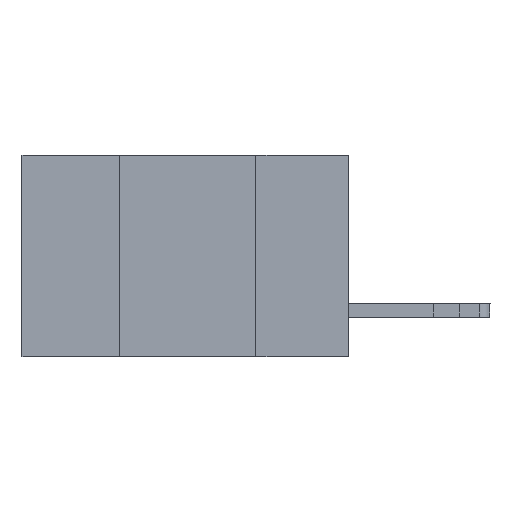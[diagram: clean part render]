
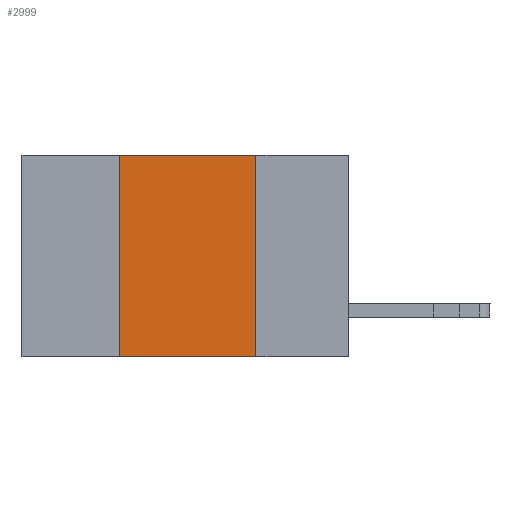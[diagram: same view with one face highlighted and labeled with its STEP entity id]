
A CAD part, left-side view. The second image highlights one B-rep face of the part: STEP entity #2999.
In plain terms, the highlighted planar face has unit normal (-1, 0, 0).
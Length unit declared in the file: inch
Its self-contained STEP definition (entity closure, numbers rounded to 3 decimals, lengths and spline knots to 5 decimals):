
#603 = EDGE_CURVE ( 'NONE', #11974, #7031, #12826, .T. ) ;
#626 = PLANE ( 'NONE',  #5216 ) ;
#885 = VERTEX_POINT ( 'NONE', #4661 ) ;
#1491 = CARTESIAN_POINT ( 'NONE',  ( 0., 0.17, 0. ) ) ;
#1919 = DIRECTION ( 'NONE',  ( 0., -1., 0. ) ) ;
#2696 = VECTOR ( 'NONE', #4691, 39.37008 ) ;
#2999 = ADVANCED_FACE ( 'NONE', ( #12973 ), #626, .F. ) ;
#4092 = LINE ( 'NONE', #6961, #13879 ) ;
#4228 = ORIENTED_EDGE ( 'NONE', *, *, #13608, .F. ) ;
#4419 = ORIENTED_EDGE ( 'NONE', *, *, #603, .F. ) ;
#4661 = CARTESIAN_POINT ( 'NONE',  ( 0., 0.42, -0.37 ) ) ;
#4691 = DIRECTION ( 'NONE',  ( 0., 0., -1. ) ) ;
#5216 = AXIS2_PLACEMENT_3D ( 'NONE', #9841, #6068, #14972 ) ;
#5777 = CARTESIAN_POINT ( 'NONE',  ( 0., 0.6, -0.37 ) ) ;
#6002 = CARTESIAN_POINT ( 'NONE',  ( 0., 0.17, -0.37 ) ) ;
#6020 = CARTESIAN_POINT ( 'NONE',  ( 0., 0.17, -0.37 ) ) ;
#6068 = DIRECTION ( 'NONE',  ( 1., 0., 0. ) ) ;
#6961 = CARTESIAN_POINT ( 'NONE',  ( 0., 0.42, -0.37 ) ) ;
#7031 = VERTEX_POINT ( 'NONE', #1491 ) ;
#7880 = VERTEX_POINT ( 'NONE', #6002 ) ;
#9128 = ORIENTED_EDGE ( 'NONE', *, *, #11248, .T. ) ;
#9466 = VECTOR ( 'NONE', #1919, 39.37008 ) ;
#9559 = DIRECTION ( 'NONE',  ( 0., 0., 1. ) ) ;
#9841 = CARTESIAN_POINT ( 'NONE',  ( 0., 0.6, 0. ) ) ;
#9853 = VECTOR ( 'NONE', #12068, 39.37008 ) ;
#10608 = EDGE_CURVE ( 'NONE', #885, #11974, #4092, .T. ) ;
#11248 = EDGE_CURVE ( 'NONE', #885, #7880, #13242, .T. ) ;
#11974 = VERTEX_POINT ( 'NONE', #13707 ) ;
#12068 = DIRECTION ( 'NONE',  ( 0., -1., 0. ) ) ;
#12826 = LINE ( 'NONE', #13643, #9466 ) ;
#12973 = FACE_OUTER_BOUND ( 'NONE', #15323, .T. ) ;
#13242 = LINE ( 'NONE', #5777, #9853 ) ;
#13365 = LINE ( 'NONE', #6020, #2696 ) ;
#13608 = EDGE_CURVE ( 'NONE', #7031, #7880, #13365, .T. ) ;
#13643 = CARTESIAN_POINT ( 'NONE',  ( 0., 0.6, 0. ) ) ;
#13707 = CARTESIAN_POINT ( 'NONE',  ( 0., 0.42, 0. ) ) ;
#13879 = VECTOR ( 'NONE', #9559, 39.37008 ) ;
#14972 = DIRECTION ( 'NONE',  ( 0., 0., -1. ) ) ;
#15323 = EDGE_LOOP ( 'NONE', ( #4228, #4419, #16796, #9128 ) ) ;
#16796 = ORIENTED_EDGE ( 'NONE', *, *, #10608, .F. ) ;
